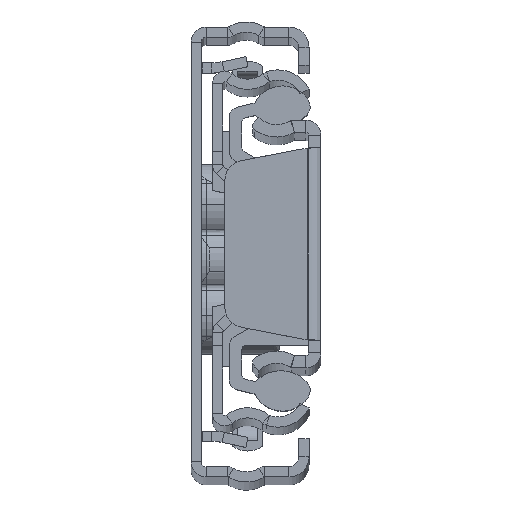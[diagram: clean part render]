
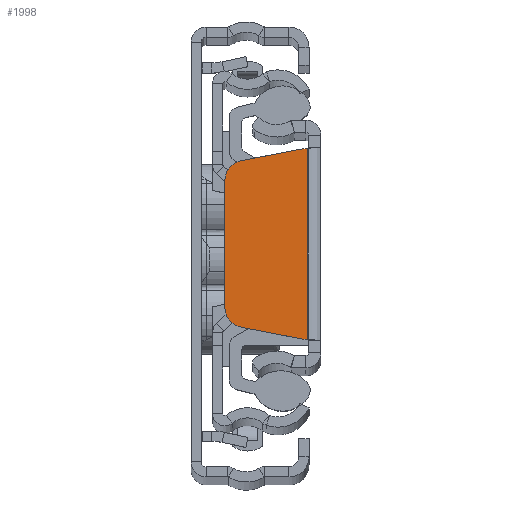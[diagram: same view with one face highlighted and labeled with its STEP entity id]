
A CAD part, top view. The second image highlights one B-rep face of the part: STEP entity #1998.
In plain terms, the highlighted planar face has unit normal (0, 0, 1).
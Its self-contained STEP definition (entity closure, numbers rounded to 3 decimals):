
#450 = EDGE_CURVE ( 'NONE', #7368, #6989, #11972, .T. ) ;
#568 = CIRCLE ( 'NONE', #6569, 2. ) ;
#1398 = DIRECTION ( 'NONE',  ( 0., 0., 1. ) ) ;
#1998 = ADVANCED_FACE ( 'NONE', ( #19020 ), #15232, .F. ) ;
#2255 = ORIENTED_EDGE ( 'NONE', *, *, #20361, .T. ) ;
#2392 = EDGE_LOOP ( 'NONE', ( #21687, #16918, #7212, #8091, #2255, #15206 ) ) ;
#2411 = DIRECTION ( 'NONE',  ( 0., 0., -1. ) ) ;
#3011 = DIRECTION ( 'NONE',  ( 0., -1., 0. ) ) ;
#3072 = EDGE_CURVE ( 'NONE', #6989, #3979, #19629, .T. ) ;
#3421 = AXIS2_PLACEMENT_3D ( 'NONE', #11707, #2411, #6176 ) ;
#3853 = DIRECTION ( 'NONE',  ( 0.982, -0.189, 0. ) ) ;
#3979 = VERTEX_POINT ( 'NONE', #6331 ) ;
#5171 = CARTESIAN_POINT ( 'NONE',  ( -7.401, 6.183, 0. ) ) ;
#6176 = DIRECTION ( 'NONE',  ( -1., 0., 0. ) ) ;
#6331 = CARTESIAN_POINT ( 'NONE',  ( -7.778, -8.147, 0. ) ) ;
#6569 = AXIS2_PLACEMENT_3D ( 'NONE', #5171, #1398, #15530 ) ;
#6989 = VERTEX_POINT ( 'NONE', #15282 ) ;
#7212 = ORIENTED_EDGE ( 'NONE', *, *, #19763, .T. ) ;
#7368 = VERTEX_POINT ( 'NONE', #22757 ) ;
#7824 = CARTESIAN_POINT ( 'NONE',  ( -7.401, -6.183, 0. ) ) ;
#8091 = ORIENTED_EDGE ( 'NONE', *, *, #16049, .F. ) ;
#8242 = LINE ( 'NONE', #20611, #22458 ) ;
#8605 = VECTOR ( 'NONE', #3011, 1000. ) ;
#9002 = EDGE_CURVE ( 'NONE', #15371, #7368, #568, .T. ) ;
#10853 = CARTESIAN_POINT ( 'NONE',  ( -1.36, -9.379, 0. ) ) ;
#10953 = CARTESIAN_POINT ( 'NONE',  ( -1.36, 9.379, 0. ) ) ;
#10974 = AXIS2_PLACEMENT_3D ( 'NONE', #7824, #22560, #14998 ) ;
#11251 = DIRECTION ( 'NONE',  ( -0.982, -0.189, 0. ) ) ;
#11707 = CARTESIAN_POINT ( 'NONE',  ( 0., 0., 0. ) ) ;
#11783 = DIRECTION ( 'NONE',  ( 0., -1., 0. ) ) ;
#11863 = VERTEX_POINT ( 'NONE', #10953 ) ;
#11972 = LINE ( 'NONE', #23040, #8605 ) ;
#12918 = VECTOR ( 'NONE', #3853, 1000. ) ;
#13576 = LINE ( 'NONE', #20308, #15956 ) ;
#13614 = CARTESIAN_POINT ( 'NONE',  ( -7.778, 8.147, 0. ) ) ;
#14998 = DIRECTION ( 'NONE',  ( -1., 0., 0. ) ) ;
#15206 = ORIENTED_EDGE ( 'NONE', *, *, #9002, .T. ) ;
#15232 = PLANE ( 'NONE',  #3421 ) ;
#15282 = CARTESIAN_POINT ( 'NONE',  ( -9.401, -6.183, 0. ) ) ;
#15371 = VERTEX_POINT ( 'NONE', #13614 ) ;
#15530 = DIRECTION ( 'NONE',  ( -1., 0., 0. ) ) ;
#15956 = VECTOR ( 'NONE', #11251, 1000. ) ;
#16049 = EDGE_CURVE ( 'NONE', #11863, #19471, #8242, .T. ) ;
#16918 = ORIENTED_EDGE ( 'NONE', *, *, #3072, .T. ) ;
#19020 = FACE_OUTER_BOUND ( 'NONE', #2392, .T. ) ;
#19471 = VERTEX_POINT ( 'NONE', #10853 ) ;
#19629 = CIRCLE ( 'NONE', #10974, 2. ) ;
#19763 = EDGE_CURVE ( 'NONE', #3979, #19471, #22840, .T. ) ;
#20308 = CARTESIAN_POINT ( 'NONE',  ( -1.786, 9.298, 0. ) ) ;
#20361 = EDGE_CURVE ( 'NONE', #11863, #15371, #13576, .T. ) ;
#20611 = CARTESIAN_POINT ( 'NONE',  ( -1.36, -9.379, 0. ) ) ;
#21052 = CARTESIAN_POINT ( 'NONE',  ( -1.786, -9.298, 0. ) ) ;
#21687 = ORIENTED_EDGE ( 'NONE', *, *, #450, .T. ) ;
#22458 = VECTOR ( 'NONE', #11783, 1000. ) ;
#22560 = DIRECTION ( 'NONE',  ( 0., 0., 1. ) ) ;
#22757 = CARTESIAN_POINT ( 'NONE',  ( -9.401, 6.183, 0. ) ) ;
#22840 = LINE ( 'NONE', #21052, #12918 ) ;
#23040 = CARTESIAN_POINT ( 'NONE',  ( -9.401, 0., 0. ) ) ;
